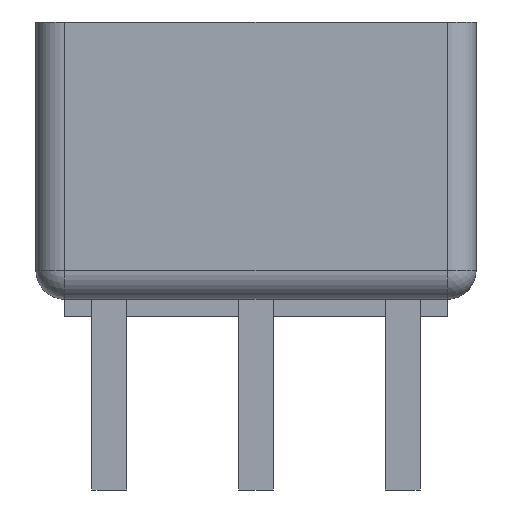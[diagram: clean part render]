
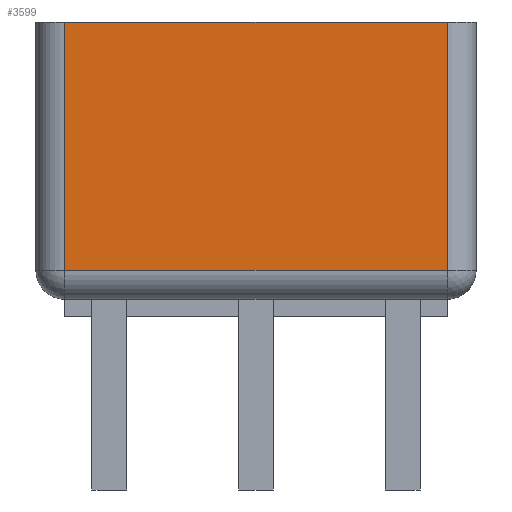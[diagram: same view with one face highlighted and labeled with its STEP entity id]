
A CAD part, front view. The second image highlights one B-rep face of the part: STEP entity #3599.
In plain terms, the highlighted planar face has unit normal (0, -1, 0).
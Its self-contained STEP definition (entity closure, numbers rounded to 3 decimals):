
#195=DIRECTION('',(-1.,0.,0.));
#196=VECTOR('',#195,6.62);
#197=CARTESIAN_POINT('',(3.31,-5.,0.));
#198=LINE('',#197,#196);
#240=DIRECTION('',(0.,0.,-1.));
#241=VECTOR('',#240,4.3);
#242=CARTESIAN_POINT('',(3.31,-5.,0.));
#243=LINE('',#242,#241);
#244=DIRECTION('',(1.,0.,0.));
#245=VECTOR('',#244,6.62);
#246=CARTESIAN_POINT('',(-3.31,-5.,-4.3));
#247=LINE('',#246,#245);
#248=DIRECTION('',(0.,0.,1.));
#249=VECTOR('',#248,4.3);
#250=CARTESIAN_POINT('',(-3.31,-5.,-4.3));
#251=LINE('',#250,#249);
#3000=CARTESIAN_POINT('',(3.31,-5.,0.));
#3002=VERTEX_POINT('',#3000);
#3006=CARTESIAN_POINT('',(3.31,-5.,-4.3));
#3007=VERTEX_POINT('',#3006);
#3023=CARTESIAN_POINT('',(-3.31,-5.,0.));
#3025=VERTEX_POINT('',#3023);
#3026=CARTESIAN_POINT('',(-3.31,-5.,-4.3));
#3027=VERTEX_POINT('',#3026);
#3586=CARTESIAN_POINT('',(3.81,-5.,-4.8));
#3587=DIRECTION('',(0.,-1.,0.));
#3588=DIRECTION('',(0.,0.,1.));
#3589=AXIS2_PLACEMENT_3D('',#3586,#3587,#3588);
#3590=PLANE('',#3589);
#3591=ORIENTED_EDGE('',*,*,#3542,.T.);
#3593=ORIENTED_EDGE('',*,*,#3592,.F.);
#3595=ORIENTED_EDGE('',*,*,#3594,.T.);
#3596=ORIENTED_EDGE('',*,*,#3553,.F.);
#3597=EDGE_LOOP('',(#3591,#3593,#3595,#3596));
#3598=FACE_OUTER_BOUND('',#3597,.F.);
#3542=EDGE_CURVE('',#3002,#3007,#243,.T.);
#3553=EDGE_CURVE('',#3002,#3025,#198,.T.);
#3592=EDGE_CURVE('',#3027,#3007,#247,.T.);
#3594=EDGE_CURVE('',#3027,#3025,#251,.T.);
#3599=ADVANCED_FACE('',(#3598),#3590,.T.);
